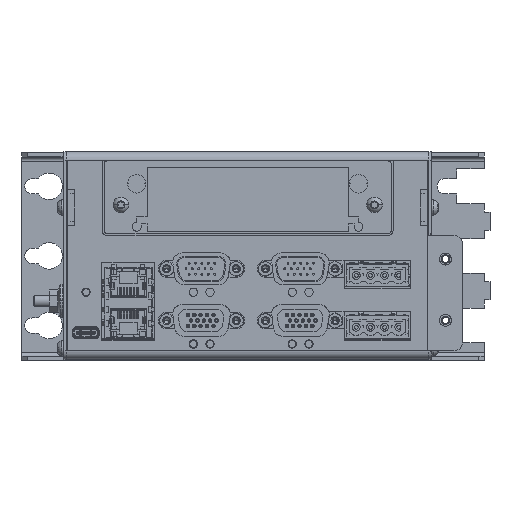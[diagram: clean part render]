
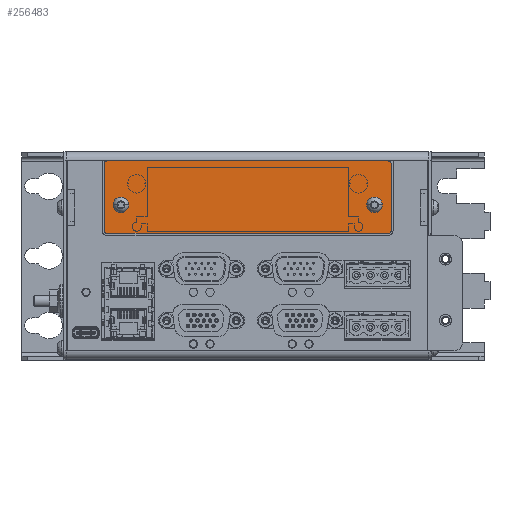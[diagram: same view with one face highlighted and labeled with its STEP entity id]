
A CAD part, top view. The second image highlights one B-rep face of the part: STEP entity #256483.
In plain terms, the highlighted planar face has unit normal (0, 0, 1).
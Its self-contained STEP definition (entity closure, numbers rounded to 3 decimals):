
#256176=CARTESIAN_POINT('',(45.5,-2.75,0.5));
#256177=DIRECTION('',(0.,0.,-1.));
#256178=DIRECTION('',(1.,0.,0.));
#256179=AXIS2_PLACEMENT_3D('',#256176,#256177,#256178);
#256184=CARTESIAN_POINT('',(45.5,-2.75,0.5));
#256185=DIRECTION('',(0.,0.,-1.));
#256186=DIRECTION('',(-1.,0.,0.));
#256187=AXIS2_PLACEMENT_3D('',#256184,#256185,#256186);
#256192=CARTESIAN_POINT('',(-45.5,-2.75,0.5));
#256193=DIRECTION('',(0.,0.,-1.));
#256194=DIRECTION('',(1.,0.,0.));
#256195=AXIS2_PLACEMENT_3D('',#256192,#256193,#256194);
#256200=CARTESIAN_POINT('',(-45.5,-2.75,0.5));
#256201=DIRECTION('',(0.,0.,-1.));
#256202=DIRECTION('',(-1.,0.,0.));
#256203=AXIS2_PLACEMENT_3D('',#256200,#256201,#256202);
#256208=CARTESIAN_POINT('',(-50.5,12.,0.5));
#256209=DIRECTION('',(0.,0.,1.));
#256210=DIRECTION('',(0.,1.,0.));
#256211=AXIS2_PLACEMENT_3D('',#256208,#256209,#256210);
#256216=DIRECTION('',(-1.,0.,0.));
#256217=VECTOR('',#256216,101.);
#256218=CARTESIAN_POINT('',(50.5,13.,0.5));
#256219=LINE('',#256218,#256217);
#256223=CARTESIAN_POINT('',(50.5,12.,0.5));
#256224=DIRECTION('',(0.,0.,1.));
#256225=DIRECTION('',(1.,0.,0.));
#256226=AXIS2_PLACEMENT_3D('',#256223,#256224,#256225);
#256231=DIRECTION('',(0.,1.,0.));
#256232=VECTOR('',#256231,24.);
#256233=CARTESIAN_POINT('',(51.5,-12.,0.5));
#256234=LINE('',#256233,#256232);
#256238=CARTESIAN_POINT('',(50.5,-12.,0.5));
#256239=DIRECTION('',(0.,0.,1.));
#256240=DIRECTION('',(0.,-1.,0.));
#256241=AXIS2_PLACEMENT_3D('',#256238,#256239,#256240);
#256246=DIRECTION('',(1.,0.,0.));
#256247=VECTOR('',#256246,101.);
#256248=CARTESIAN_POINT('',(-50.5,-13.,0.5));
#256249=LINE('',#256248,#256247);
#256253=CARTESIAN_POINT('',(-50.5,-12.,0.5));
#256254=DIRECTION('',(0.,0.,1.));
#256255=DIRECTION('',(-1.,0.,0.));
#256256=AXIS2_PLACEMENT_3D('',#256253,#256254,#256255);
#256261=DIRECTION('',(0.,-1.,0.));
#256262=VECTOR('',#256261,24.);
#256263=CARTESIAN_POINT('',(-51.5,12.,0.5));
#256264=LINE('',#256263,#256262);
#256342=CARTESIAN_POINT('',(-50.5,13.,0.5));
#256343=VERTEX_POINT('',#256342);
#256344=CARTESIAN_POINT('',(-51.5,12.,0.5));
#256345=VERTEX_POINT('',#256344);
#256350=CARTESIAN_POINT('',(-51.5,-12.,0.5));
#256351=VERTEX_POINT('',#256350);
#256352=CARTESIAN_POINT('',(-50.5,-13.,0.5));
#256353=VERTEX_POINT('',#256352);
#256358=CARTESIAN_POINT('',(50.5,-13.,0.5));
#256359=VERTEX_POINT('',#256358);
#256360=CARTESIAN_POINT('',(51.5,-12.,0.5));
#256361=VERTEX_POINT('',#256360);
#256366=CARTESIAN_POINT('',(51.5,12.,0.5));
#256367=VERTEX_POINT('',#256366);
#256368=CARTESIAN_POINT('',(50.5,13.,0.5));
#256369=VERTEX_POINT('',#256368);
#256378=CARTESIAN_POINT('',(47.1,-2.75,0.5));
#256379=CARTESIAN_POINT('',(43.9,-2.75,0.5));
#256380=VERTEX_POINT('',#256378);
#256381=VERTEX_POINT('',#256379);
#256382=CARTESIAN_POINT('',(-43.9,-2.75,0.5));
#256383=CARTESIAN_POINT('',(-47.1,-2.75,0.5));
#256384=VERTEX_POINT('',#256382);
#256385=VERTEX_POINT('',#256383);
#256450=CARTESIAN_POINT('',(0.,0.,0.5));
#256451=DIRECTION('',(0.,0.,1.));
#256452=DIRECTION('',(1.,0.,0.));
#256453=AXIS2_PLACEMENT_3D('',#256450,#256451,#256452);
#256454=PLANE('',#256453);
#256456=ORIENTED_EDGE('',*,*,#256455,.F.);
#256458=ORIENTED_EDGE('',*,*,#256457,.F.);
#256460=ORIENTED_EDGE('',*,*,#256459,.F.);
#256462=ORIENTED_EDGE('',*,*,#256461,.F.);
#256464=ORIENTED_EDGE('',*,*,#256463,.F.);
#256466=ORIENTED_EDGE('',*,*,#256465,.F.);
#256468=ORIENTED_EDGE('',*,*,#256467,.F.);
#256470=ORIENTED_EDGE('',*,*,#256469,.F.);
#256471=EDGE_LOOP('',(#256456,#256458,#256460,#256462,#256464,#256466,#256468,
#256470));
#256472=FACE_OUTER_BOUND('',#256471,.F.);
#256474=ORIENTED_EDGE('',*,*,#256473,.F.);
#256476=ORIENTED_EDGE('',*,*,#256475,.F.);
#256477=EDGE_LOOP('',(#256474,#256476));
#256478=FACE_BOUND('',#256477,.F.);
#256479=ORIENTED_EDGE('',*,*,#256430,.F.);
#256480=ORIENTED_EDGE('',*,*,#256444,.F.);
#256481=EDGE_LOOP('',(#256479,#256480));
#256482=FACE_BOUND('',#256481,.F.);
#256180=CIRCLE('',#256179,1.6);
#256188=CIRCLE('',#256187,1.6);
#256196=CIRCLE('',#256195,1.6);
#256204=CIRCLE('',#256203,1.6);
#256212=CIRCLE('',#256211,1.);
#256227=CIRCLE('',#256226,1.);
#256242=CIRCLE('',#256241,1.);
#256257=CIRCLE('',#256256,1.);
#256430=EDGE_CURVE('',#256380,#256381,#256180,.T.);
#256444=EDGE_CURVE('',#256381,#256380,#256188,.T.);
#256455=EDGE_CURVE('',#256343,#256345,#256212,.T.);
#256457=EDGE_CURVE('',#256369,#256343,#256219,.T.);
#256459=EDGE_CURVE('',#256367,#256369,#256227,.T.);
#256461=EDGE_CURVE('',#256361,#256367,#256234,.T.);
#256463=EDGE_CURVE('',#256359,#256361,#256242,.T.);
#256465=EDGE_CURVE('',#256353,#256359,#256249,.T.);
#256467=EDGE_CURVE('',#256351,#256353,#256257,.T.);
#256469=EDGE_CURVE('',#256345,#256351,#256264,.T.);
#256473=EDGE_CURVE('',#256384,#256385,#256196,.T.);
#256475=EDGE_CURVE('',#256385,#256384,#256204,.T.);
#256483=ADVANCED_FACE('',(#256472,#256478,#256482),#256454,.T.);
